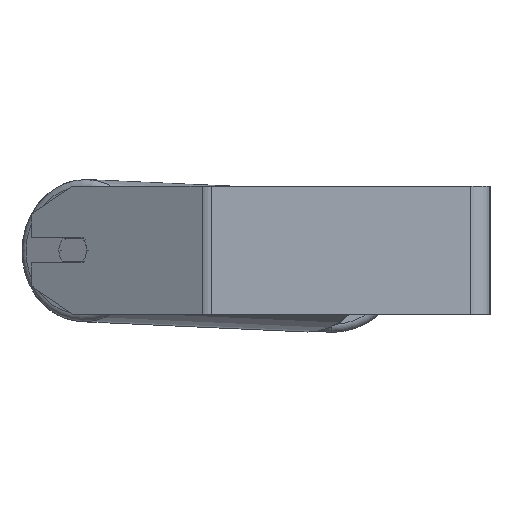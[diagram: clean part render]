
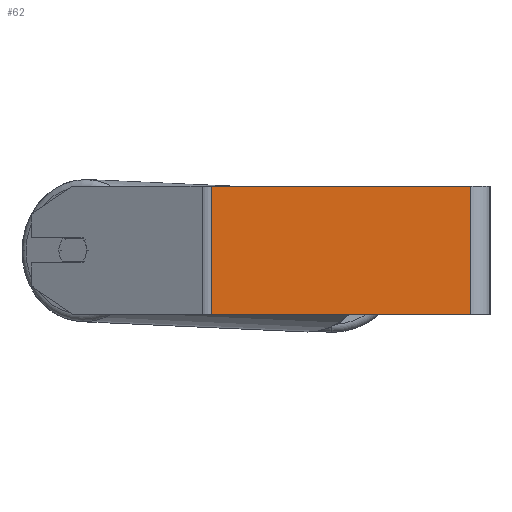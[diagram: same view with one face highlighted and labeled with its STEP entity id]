
A CAD part, left-side view. The second image highlights one B-rep face of the part: STEP entity #62.
In plain terms, the highlighted planar face has unit normal (-1, 0, 0).
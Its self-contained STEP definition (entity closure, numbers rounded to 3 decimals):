
#62 = ADVANCED_FACE ( 'NONE', ( #424 ), #245, .F. ) ;
#245 = PLANE ( 'NONE',  #5039 ) ;
#334 = EDGE_CURVE ( 'NONE', #2539, #4096, #688, .T. ) ;
#424 = FACE_OUTER_BOUND ( 'NONE', #1761, .T. ) ;
#513 = ORIENTED_EDGE ( 'NONE', *, *, #7121, .F. ) ;
#688 = LINE ( 'NONE', #4219, #6451 ) ;
#1085 = ORIENTED_EDGE ( 'NONE', *, *, #7193, .T. ) ;
#1743 = VERTEX_POINT ( 'NONE', #3041 ) ;
#1761 = EDGE_LOOP ( 'NONE', ( #7864, #513, #6477, #1085 ) ) ;
#2201 = DIRECTION ( 'NONE',  ( 0., 0., -1. ) ) ;
#2302 = DIRECTION ( 'NONE',  ( 0., 0., -1. ) ) ;
#2539 = VERTEX_POINT ( 'NONE', #7138 ) ;
#3041 = CARTESIAN_POINT ( 'NONE',  ( -490., 173.94, -40. ) ) ;
#3716 = LINE ( 'NONE', #8413, #6499 ) ;
#3781 = CARTESIAN_POINT ( 'NONE',  ( -490., 177.155, 40. ) ) ;
#4096 = VERTEX_POINT ( 'NONE', #5836 ) ;
#4219 = CARTESIAN_POINT ( 'NONE',  ( -490., 177.155, 40. ) ) ;
#4726 = LINE ( 'NONE', #6041, #5225 ) ;
#5039 = AXIS2_PLACEMENT_3D ( 'NONE', #3781, #7641, #5689 ) ;
#5101 = EDGE_CURVE ( 'NONE', #1743, #8030, #4726, .T. ) ;
#5109 = CARTESIAN_POINT ( 'NONE',  ( -490., 12., -40. ) ) ;
#5225 = VECTOR ( 'NONE', #6761, 1000. ) ;
#5689 = DIRECTION ( 'NONE',  ( 0., 0., -1. ) ) ;
#5836 = CARTESIAN_POINT ( 'NONE',  ( -490., 12., 40. ) ) ;
#6041 = CARTESIAN_POINT ( 'NONE',  ( -490., 177.155, -40. ) ) ;
#6206 = DIRECTION ( 'NONE',  ( 0., -1., 0. ) ) ;
#6321 = CARTESIAN_POINT ( 'NONE',  ( -490., 12., 40. ) ) ;
#6451 = VECTOR ( 'NONE', #6206, 1000. ) ;
#6477 = ORIENTED_EDGE ( 'NONE', *, *, #334, .F. ) ;
#6499 = VECTOR ( 'NONE', #2201, 1000. ) ;
#6761 = DIRECTION ( 'NONE',  ( 0., -1., 0. ) ) ;
#7121 = EDGE_CURVE ( 'NONE', #4096, #8030, #8236, .T. ) ;
#7138 = CARTESIAN_POINT ( 'NONE',  ( -490., 173.94, 40. ) ) ;
#7193 = EDGE_CURVE ( 'NONE', #2539, #1743, #3716, .T. ) ;
#7483 = VECTOR ( 'NONE', #2302, 1000. ) ;
#7641 = DIRECTION ( 'NONE',  ( 1., 0., 0. ) ) ;
#7864 = ORIENTED_EDGE ( 'NONE', *, *, #5101, .T. ) ;
#8030 = VERTEX_POINT ( 'NONE', #5109 ) ;
#8236 = LINE ( 'NONE', #6321, #7483 ) ;
#8413 = CARTESIAN_POINT ( 'NONE',  ( -490., 173.94, 40. ) ) ;
